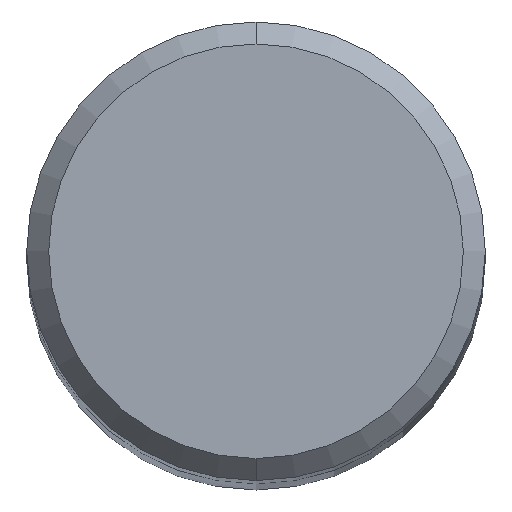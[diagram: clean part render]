
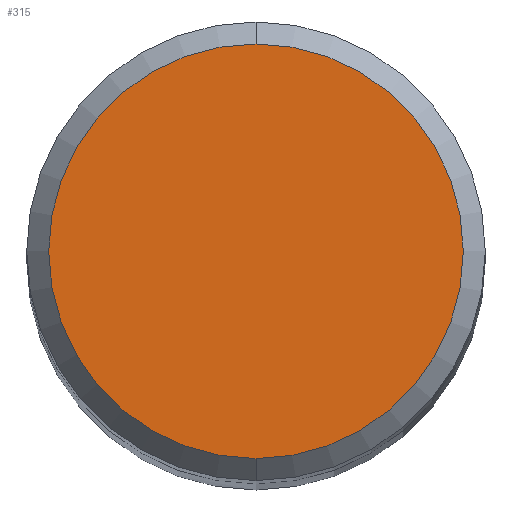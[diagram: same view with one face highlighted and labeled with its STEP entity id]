
A CAD part, top view. The second image highlights one B-rep face of the part: STEP entity #315.
In plain terms, the highlighted planar face has unit normal (0, 0, 1).
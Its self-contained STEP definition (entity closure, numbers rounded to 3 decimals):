
#197=VERTEX_POINT('',#460);
#201=EDGE_CURVE('',#231,#197,#464,.T.);
#231=VERTEX_POINT('',#497);
#251=EDGE_CURVE('',#197,#231,#517,.T.);
#315=ADVANCED_FACE('',(#589),#590,.T.);
#460=CARTESIAN_POINT('',(0.,-5.65,48.0));
#464=CIRCLE('',#800,5.65);
#497=CARTESIAN_POINT('',(0.0,5.65,48.0));
#517=CIRCLE('',#879,5.65);
#589=FACE_OUTER_BOUND('',#1042,.T.);
#590=PLANE('',#1043);
#800=AXIS2_PLACEMENT_3D('',#1334,#1335,#1336);
#879=AXIS2_PLACEMENT_3D('',#1369,#1370,#1371);
#1042=EDGE_LOOP('',(#1463,#1464));
#1043=AXIS2_PLACEMENT_3D('',#1465,#1466,#1467);
#1334=CARTESIAN_POINT('',(0.0,0.0,48.0));
#1335=DIRECTION('',(0.0,0.0,-1.0));
#1336=DIRECTION('',(0.0,1.0,0.0));
#1369=CARTESIAN_POINT('',(0.0,0.0,48.0));
#1370=DIRECTION('',(0.0,0.0,-1.0));
#1371=DIRECTION('',(0.0,1.0,0.0));
#1463=ORIENTED_EDGE('',*,*,#201,.F.);
#1464=ORIENTED_EDGE('',*,*,#251,.F.);
#1465=CARTESIAN_POINT('',(0.0,2.825,48.0));
#1466=DIRECTION('',(-0.0,0.0,1.0));
#1467=DIRECTION('',(0.0,-1.0,0.0));
